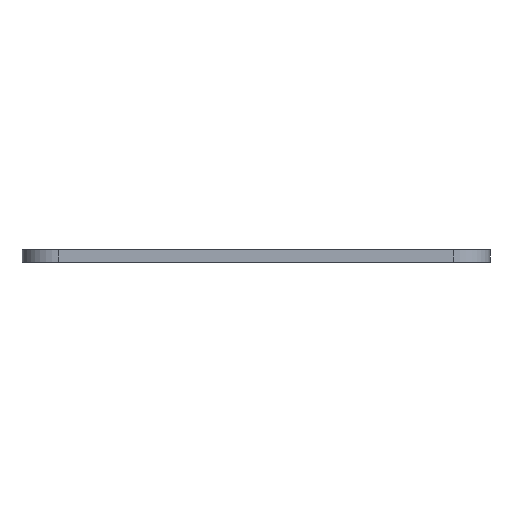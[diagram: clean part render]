
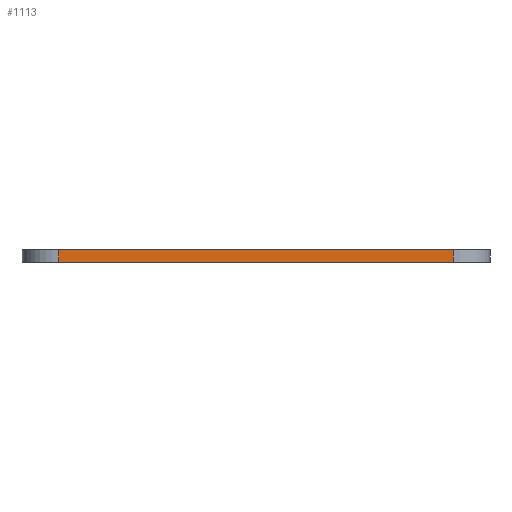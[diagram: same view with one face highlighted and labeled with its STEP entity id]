
A CAD part, left-side view. The second image highlights one B-rep face of the part: STEP entity #1113.
In plain terms, the highlighted planar face has unit normal (-1, 0, 0).
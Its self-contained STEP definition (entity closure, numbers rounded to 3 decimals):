
#195=FACE_OUTER_BOUND('',#249,.T.);
#249=EDGE_LOOP('',(#889,#890,#891,#892));
#362=LINE('',#1784,#450);
#372=LINE('',#1829,#460);
#373=LINE('',#1831,#461);
#374=LINE('',#1832,#462);
#450=VECTOR('',#1450,10.);
#460=VECTOR('',#1502,10.);
#461=VECTOR('',#1503,10.);
#462=VECTOR('',#1504,10.);
#548=VERTEX_POINT('',#1781);
#549=VERTEX_POINT('',#1783);
#563=VERTEX_POINT('',#1828);
#564=VERTEX_POINT('',#1830);
#677=EDGE_CURVE('',#548,#549,#362,.T.);
#700=EDGE_CURVE('',#563,#548,#372,.T.);
#701=EDGE_CURVE('',#564,#563,#373,.T.);
#702=EDGE_CURVE('',#564,#549,#374,.T.);
#889=ORIENTED_EDGE('',*,*,#677,.F.);
#890=ORIENTED_EDGE('',*,*,#700,.F.);
#891=ORIENTED_EDGE('',*,*,#701,.F.);
#892=ORIENTED_EDGE('',*,*,#702,.T.);
#1069=PLANE('',#1229);
#1113=ADVANCED_FACE('',(#195),#1069,.T.);
#1229=AXIS2_PLACEMENT_3D('',#1827,#1500,#1501);
#1450=DIRECTION('',(0.,0.,-1.));
#1500=DIRECTION('center_axis',(-1.,0.,0.));
#1501=DIRECTION('ref_axis',(0.,-1.,0.));
#1502=DIRECTION('',(0.,-1.,0.));
#1503=DIRECTION('',(0.,0.,1.));
#1504=DIRECTION('',(0.,-1.,0.));
#1781=CARTESIAN_POINT('',(-161.909,-49.615,3.));
#1783=CARTESIAN_POINT('',(-161.909,-49.615,0.));
#1784=CARTESIAN_POINT('',(-161.909,-49.615,-0.1));
#1827=CARTESIAN_POINT('Origin',(-161.909,55.685,-0.1));
#1828=CARTESIAN_POINT('',(-161.909,46.685,3.));
#1829=CARTESIAN_POINT('',(-161.909,-58.615,3.));
#1830=CARTESIAN_POINT('',(-161.909,46.685,0.));
#1831=CARTESIAN_POINT('',(-161.909,46.685,-0.1));
#1832=CARTESIAN_POINT('',(-161.909,27.11,0.));
